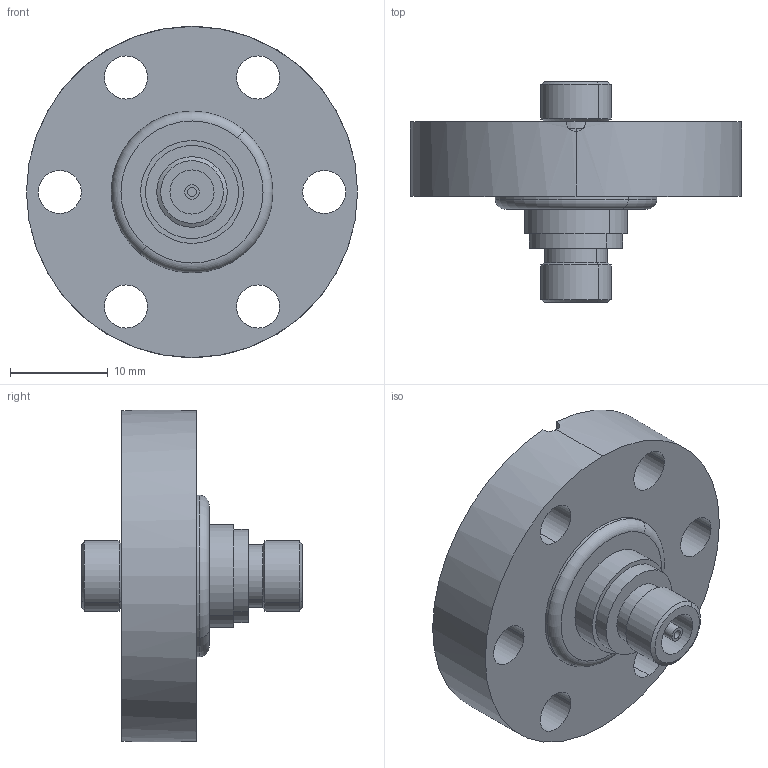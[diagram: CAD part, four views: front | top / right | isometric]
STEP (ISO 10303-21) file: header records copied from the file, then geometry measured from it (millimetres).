
FILE_DESCRIPTION (( 'STEP AP214' ), '1' );
FILE_NAME ('242-SMAD50-C16.STEP', '2015-04-28T11:25:53', ( 'allectra' ), ( 'Microsoft' ), 'SwSTEP 2.0', 'SolidWorks 2014', '' );
FILE_SCHEMA (( 'AUTOMOTIVE_DESIGN' ));
Length unit declared in the file: millimetre
Products named in the file (3): 242-SMAD50-C16; 419-CF16-WX2_Bearb. auf 16.5; 242-SMAD50
Assembly tree (2 placements, depth 2):
  242-SMAD50-C16
    419-CF16-WX2_Bearb. auf 16.5
    242-SMAD50
Bounding box: 33.8 x 22.5 x 33.8 mm (x, y, z)
Volume: 5553.7 mm3; surface area: 4798.4 mm2
Topology: 2 solids, 2 shells, 79 faces, 174 edges, 110 vertices
Faces by surface type: cylinder 48, plane 17, cone 12, torus 2
Entity records: 2402 total; most frequent: CARTESIAN_POINT 440, DIRECTION 438, ORIENTED_EDGE 348, AXIS2_PLACEMENT_3D 188, EDGE_CURVE 174, VERTEX_POINT 110, EDGE_LOOP 104, CIRCLE 104
